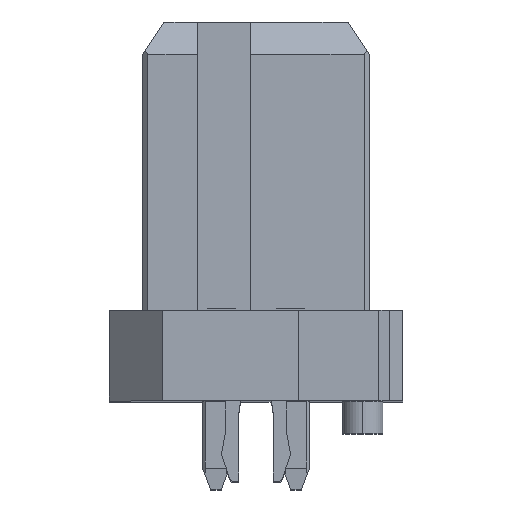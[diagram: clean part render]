
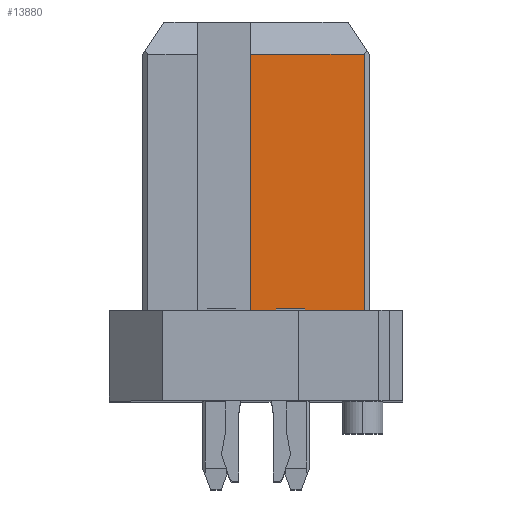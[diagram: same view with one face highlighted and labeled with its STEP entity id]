
A CAD part, top view. The second image highlights one B-rep face of the part: STEP entity #13880.
In plain terms, the highlighted planar face has unit normal (0, 0, 1).
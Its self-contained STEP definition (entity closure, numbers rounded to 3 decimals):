
#13490=CARTESIAN_POINT('',(-9.623,16.681,-27.698));
#13500=DIRECTION('',(0.,0.,1.));
#13510=DIRECTION('',(-1.,0.,0.));
#13520=AXIS2_PLACEMENT_3D('',#13490,#13500,#13510);
#13530=PLANE('',#13520);
#13540=CARTESIAN_POINT('',(-1.973,23.781,-27.698));
#13550=DIRECTION('',(0.,-1.,0.));
#13560=VECTOR('',#13550,1.);
#13570=LINE('',#13540,#13560);
#13580=CARTESIAN_POINT('',(-1.973,26.281,-27.698));
#13590=VERTEX_POINT('',#13580);
#13600=CARTESIAN_POINT('',(-1.973,16.681,-27.698));
#13610=VERTEX_POINT('',#13600);
#13620=EDGE_CURVE('',#13590,#13610,#13570,.T.);
#13630=ORIENTED_EDGE('',*,*,#13620,.F.);
#13640=CARTESIAN_POINT('',(-7.123,16.681,-27.698));
#13650=DIRECTION('',(-1.,0.,0.));
#13660=VECTOR('',#13650,1.);
#13670=LINE('',#13640,#13660);
#13680=CARTESIAN_POINT('',(-6.223,16.681,-27.698));
#13690=VERTEX_POINT('',#13680);
#13700=EDGE_CURVE('',#13610,#13690,#13670,.T.);
#13710=ORIENTED_EDGE('',*,*,#13700,.F.);
#13720=CARTESIAN_POINT('',(-6.223,23.781,-27.698));
#13730=DIRECTION('',(0.,1.,0.));
#13740=VECTOR('',#13730,1.);
#13750=LINE('',#13720,#13740);
#13760=CARTESIAN_POINT('',(-6.223,26.281,-27.698));
#13770=VERTEX_POINT('',#13760);
#13780=EDGE_CURVE('',#13690,#13770,#13750,.T.);
#13790=ORIENTED_EDGE('',*,*,#13780,.F.);
#13800=CARTESIAN_POINT('',(-7.123,26.281,-27.698));
#13810=DIRECTION('',(-1.,0.,0.));
#13820=VECTOR('',#13810,1.);
#13830=LINE('',#13800,#13820);
#13840=EDGE_CURVE('',#13590,#13770,#13830,.T.);
#13850=ORIENTED_EDGE('',*,*,#13840,.T.);
#13860=EDGE_LOOP('',(#13850,#13790,#13710,#13630));
#13870=FACE_OUTER_BOUND('',#13860,.T.);
#13880=ADVANCED_FACE('',(#13870),#13530,.T.);
